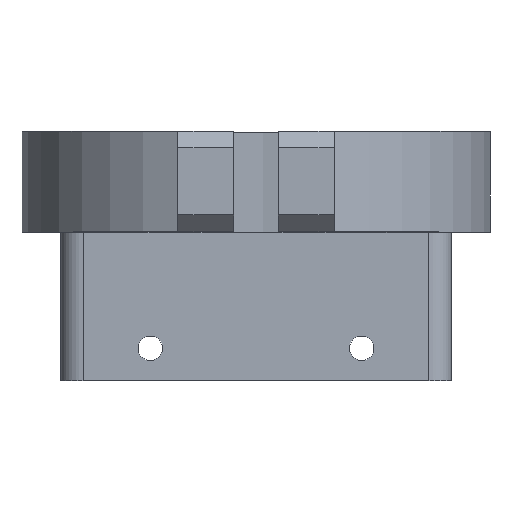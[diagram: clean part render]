
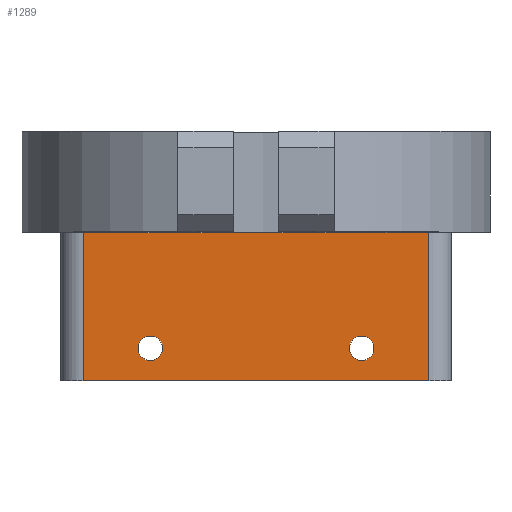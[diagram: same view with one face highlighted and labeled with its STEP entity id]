
A CAD part, top view. The second image highlights one B-rep face of the part: STEP entity #1289.
In plain terms, the highlighted planar face has unit normal (0, 0, 1).
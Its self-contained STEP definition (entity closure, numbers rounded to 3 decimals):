
#444 = VERTEX_POINT('',#445);
#445 = CARTESIAN_POINT('',(15.456,5.,16.424));
#504 = EDGE_CURVE('',#505,#444,#507,.T.);
#505 = VERTEX_POINT('',#506);
#506 = CARTESIAN_POINT('',(15.456,-8.25,16.424));
#507 = LINE('',#508,#509);
#508 = CARTESIAN_POINT('',(15.456,-8.25,16.424));
#509 = VECTOR('',#510,1.);
#510 = DIRECTION('',(0.,1.,0.));
#765 = EDGE_CURVE('',#766,#768,#770,.T.);
#766 = VERTEX_POINT('',#767);
#767 = CARTESIAN_POINT('',(-15.456,-8.25,16.424));
#768 = VERTEX_POINT('',#769);
#769 = CARTESIAN_POINT('',(-15.456,5.,16.424));
#770 = LINE('',#771,#772);
#771 = CARTESIAN_POINT('',(-15.456,6.75,16.424));
#772 = VECTOR('',#773,1.);
#773 = DIRECTION('',(0.,1.,0.));
#877 = EDGE_CURVE('',#768,#444,#878,.T.);
#878 = LINE('',#879,#880);
#879 = CARTESIAN_POINT('',(-15.456,5.,16.424));
#880 = VECTOR('',#881,1.);
#881 = DIRECTION('',(1.,0.,0.));
#1289 = ADVANCED_FACE('',(#1290,#1301,#1312),#1323,.T.);
#1290 = FACE_BOUND('',#1291,.T.);
#1291 = EDGE_LOOP('',(#1292,#1298,#1299,#1300));
#1292 = ORIENTED_EDGE('',*,*,#1293,.F.);
#1293 = EDGE_CURVE('',#505,#766,#1294,.T.);
#1294 = LINE('',#1295,#1296);
#1295 = CARTESIAN_POINT('',(15.456,-8.25,16.424));
#1296 = VECTOR('',#1297,1.);
#1297 = DIRECTION('',(-1.,0.,0.));
#1298 = ORIENTED_EDGE('',*,*,#504,.T.);
#1299 = ORIENTED_EDGE('',*,*,#877,.F.);
#1300 = ORIENTED_EDGE('',*,*,#765,.F.);
#1301 = FACE_BOUND('',#1302,.T.);
#1302 = EDGE_LOOP('',(#1303));
#1303 = ORIENTED_EDGE('',*,*,#1304,.F.);
#1304 = EDGE_CURVE('',#1305,#1305,#1307,.T.);
#1305 = VERTEX_POINT('',#1306);
#1306 = CARTESIAN_POINT('',(10.552,-5.35,16.424));
#1307 = CIRCLE('',#1308,1.1);
#1308 = AXIS2_PLACEMENT_3D('',#1309,#1310,#1311);
#1309 = CARTESIAN_POINT('',(9.452,-5.35,16.424));
#1310 = DIRECTION('',(0.,0.,1.));
#1311 = DIRECTION('',(1.,0.,0.));
#1312 = FACE_BOUND('',#1313,.T.);
#1313 = EDGE_LOOP('',(#1314));
#1314 = ORIENTED_EDGE('',*,*,#1315,.F.);
#1315 = EDGE_CURVE('',#1316,#1316,#1318,.T.);
#1316 = VERTEX_POINT('',#1317);
#1317 = CARTESIAN_POINT('',(-8.352,-5.35,16.424));
#1318 = CIRCLE('',#1319,1.1);
#1319 = AXIS2_PLACEMENT_3D('',#1320,#1321,#1322);
#1320 = CARTESIAN_POINT('',(-9.452,-5.35,16.424));
#1321 = DIRECTION('',(0.,0.,1.));
#1322 = DIRECTION('',(1.,0.,0.));
#1323 = PLANE('',#1324);
#1324 = AXIS2_PLACEMENT_3D('',#1325,#1326,#1327);
#1325 = CARTESIAN_POINT('',(0.,-1.625,16.424));
#1326 = DIRECTION('',(0.,0.,1.));
#1327 = DIRECTION('',(0.,-1.,0.));
